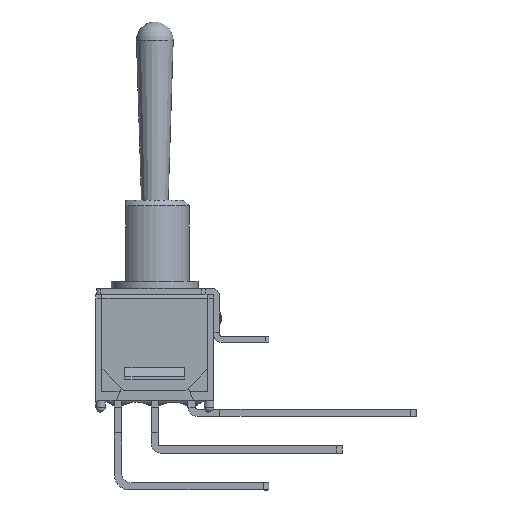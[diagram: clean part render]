
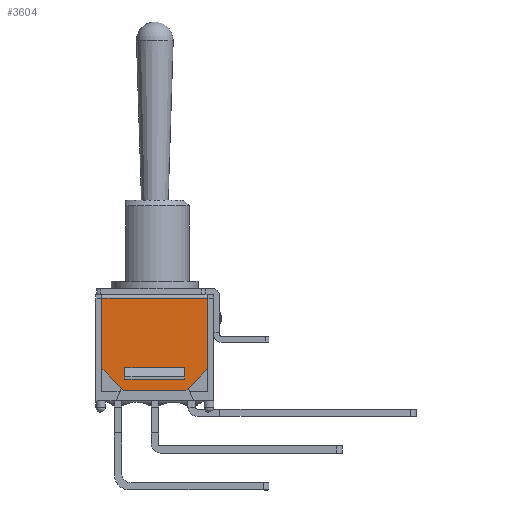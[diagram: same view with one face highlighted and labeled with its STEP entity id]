
A CAD part, front view. The second image highlights one B-rep face of the part: STEP entity #3604.
In plain terms, the highlighted planar face has unit normal (0, -1, 0).
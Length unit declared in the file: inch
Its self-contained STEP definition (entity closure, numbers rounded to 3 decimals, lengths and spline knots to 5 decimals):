
#37=FACE_BOUND('',#399,.T.);
#199=FACE_OUTER_BOUND('',#398,.T.);
#398=EDGE_LOOP('',(#2892,#2893,#2894,#2895,#2896,#2897));
#399=EDGE_LOOP('',(#2898,#2899,#2900,#2901,#2902,#2903));
#798=LINE('',#5744,#1218);
#826=LINE('',#5805,#1246);
#827=LINE('',#5809,#1247);
#828=LINE('',#5811,#1248);
#829=LINE('',#5813,#1249);
#830=LINE('',#5815,#1250);
#831=LINE('',#5816,#1251);
#832=LINE('',#5818,#1252);
#833=LINE('',#5820,#1253);
#834=LINE('',#5822,#1254);
#835=LINE('',#5824,#1255);
#836=LINE('',#5825,#1256);
#1218=VECTOR('',#4563,0.3937);
#1246=VECTOR('',#4613,0.3937);
#1247=VECTOR('',#4618,0.3937);
#1248=VECTOR('',#4619,0.3937);
#1249=VECTOR('',#4620,0.3937);
#1250=VECTOR('',#4621,0.3937);
#1251=VECTOR('',#4622,0.3937);
#1252=VECTOR('',#4623,0.3937);
#1253=VECTOR('',#4624,0.3937);
#1254=VECTOR('',#4625,0.3937);
#1255=VECTOR('',#4626,0.3937);
#1256=VECTOR('',#4627,0.3937);
#1614=VERTEX_POINT('',#5740);
#1616=VERTEX_POINT('',#5743);
#1637=VERTEX_POINT('',#5802);
#1638=VERTEX_POINT('',#5804);
#1639=VERTEX_POINT('',#5808);
#1640=VERTEX_POINT('',#5810);
#1641=VERTEX_POINT('',#5812);
#1642=VERTEX_POINT('',#5814);
#1643=VERTEX_POINT('',#5817);
#1644=VERTEX_POINT('',#5819);
#1645=VERTEX_POINT('',#5821);
#1646=VERTEX_POINT('',#5823);
#2054=EDGE_CURVE('',#1616,#1614,#798,.T.);
#2083=EDGE_CURVE('',#1637,#1638,#826,.T.);
#2085=EDGE_CURVE('',#1637,#1639,#827,.T.);
#2086=EDGE_CURVE('',#1639,#1640,#828,.T.);
#2087=EDGE_CURVE('',#1641,#1640,#829,.T.);
#2088=EDGE_CURVE('',#1641,#1642,#830,.T.);
#2089=EDGE_CURVE('',#1642,#1638,#831,.T.);
#2090=EDGE_CURVE('',#1643,#1614,#832,.T.);
#2091=EDGE_CURVE('',#1644,#1643,#833,.T.);
#2092=EDGE_CURVE('',#1645,#1644,#834,.T.);
#2093=EDGE_CURVE('',#1645,#1646,#835,.T.);
#2094=EDGE_CURVE('',#1646,#1616,#836,.T.);
#2892=ORIENTED_EDGE('',*,*,#2083,.F.);
#2893=ORIENTED_EDGE('',*,*,#2085,.T.);
#2894=ORIENTED_EDGE('',*,*,#2086,.T.);
#2895=ORIENTED_EDGE('',*,*,#2087,.F.);
#2896=ORIENTED_EDGE('',*,*,#2088,.T.);
#2897=ORIENTED_EDGE('',*,*,#2089,.T.);
#2898=ORIENTED_EDGE('',*,*,#2054,.T.);
#2899=ORIENTED_EDGE('',*,*,#2090,.F.);
#2900=ORIENTED_EDGE('',*,*,#2091,.F.);
#2901=ORIENTED_EDGE('',*,*,#2092,.F.);
#2902=ORIENTED_EDGE('',*,*,#2093,.T.);
#2903=ORIENTED_EDGE('',*,*,#2094,.T.);
#3422=PLANE('',#3890);
#3604=ADVANCED_FACE('',(#199,#37),#3422,.T.);
#3890=AXIS2_PLACEMENT_3D('',#5807,#4616,#4617);
#4563=DIRECTION('',(0.,0.,-1.));
#4613=DIRECTION('',(1.,0.,0.));
#4616=DIRECTION('center_axis',(0.,-1.,0.));
#4617=DIRECTION('ref_axis',(0.,0.,1.));
#4618=DIRECTION('',(0.,0.,-1.));
#4619=DIRECTION('',(0.707,0.,-0.707));
#4620=DIRECTION('',(-1.,0.,0.));
#4621=DIRECTION('',(0.707,0.,0.707));
#4622=DIRECTION('',(0.,0.,1.));
#4623=DIRECTION('',(0.,0.,1.));
#4624=DIRECTION('',(1.,0.,0.));
#4625=DIRECTION('',(0.,0.,-1.));
#4626=DIRECTION('',(0.,0.,1.));
#4627=DIRECTION('',(1.,0.,0.));
#5740=CARTESIAN_POINT('',(0.0813,-0.1,0.06443));
#5743=CARTESIAN_POINT('',(0.0813,-0.1,0.08976));
#5744=CARTESIAN_POINT('',(0.0813,-0.1,0.05866));
#5802=CARTESIAN_POINT('',(-0.1437,-0.1,0.27874));
#5804=CARTESIAN_POINT('',(0.1437,-0.1,0.27874));
#5805=CARTESIAN_POINT('',(0.08002,-0.1,0.27874));
#5807=CARTESIAN_POINT('Origin',(0.16004,-0.1,0.02756));
#5808=CARTESIAN_POINT('',(-0.1437,-0.1,0.08661));
#5809=CARTESIAN_POINT('',(-0.1437,-0.1,0.15315));
#5810=CARTESIAN_POINT('',(-0.08465,-0.1,0.02756));
#5811=CARTESIAN_POINT('',(-0.053,-0.1,-0.00408));
#5812=CARTESIAN_POINT('',(0.08465,-0.1,0.02756));
#5813=CARTESIAN_POINT('',(0.16004,-0.1,0.02756));
#5814=CARTESIAN_POINT('',(0.1437,-0.1,0.08661));
#5815=CARTESIAN_POINT('',(0.10349,-0.1,0.04641));
#5816=CARTESIAN_POINT('',(0.1437,-0.1,0.05709));
#5817=CARTESIAN_POINT('',(0.0813,-0.1,0.05827));
#5818=CARTESIAN_POINT('',(0.0813,-0.1,0.02913));
#5819=CARTESIAN_POINT('',(-0.0813,-0.1,0.05827));
#5820=CARTESIAN_POINT('',(0.03937,-0.1,0.05827));
#5821=CARTESIAN_POINT('',(-0.0813,-0.1,0.06443));
#5822=CARTESIAN_POINT('',(-0.0813,-0.1,0.04488));
#5823=CARTESIAN_POINT('',(-0.0813,-0.1,0.08976));
#5824=CARTESIAN_POINT('',(-0.0813,-0.1,0.04291));
#5825=CARTESIAN_POINT('',(0.03937,-0.1,0.08976));
